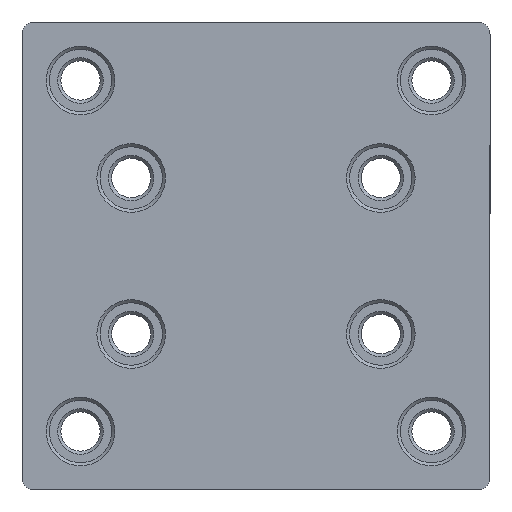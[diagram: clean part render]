
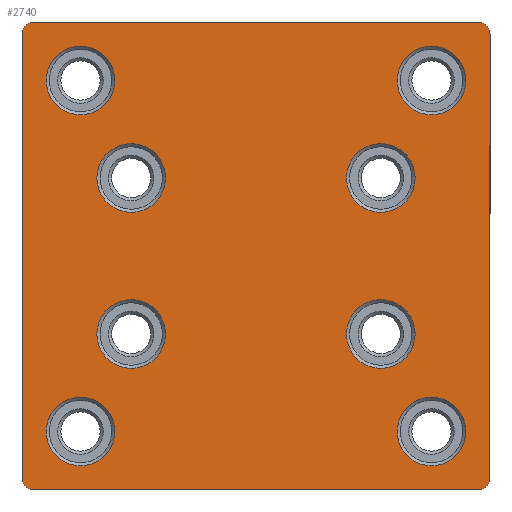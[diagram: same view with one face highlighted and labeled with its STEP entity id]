
A CAD part, front view. The second image highlights one B-rep face of the part: STEP entity #2740.
In plain terms, the highlighted planar face has unit normal (0, -1, 0).
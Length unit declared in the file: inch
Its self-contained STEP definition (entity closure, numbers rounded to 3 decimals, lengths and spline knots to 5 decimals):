
#11 = CIRCLE ( 'NONE', #3302, 0.11 ) ;
#14 = ORIENTED_EDGE ( 'NONE', *, *, #2764, .T. ) ;
#27 = FACE_OUTER_BOUND ( 'NONE', #1796, .T. ) ;
#66 = EDGE_LOOP ( 'NONE', ( #96 ) ) ;
#80 = EDGE_CURVE ( 'NONE', #1343, #1343, #2229, .T. ) ;
#93 = CIRCLE ( 'NONE', #913, 0.11 ) ;
#96 = ORIENTED_EDGE ( 'NONE', *, *, #1961, .T. ) ;
#115 = CARTESIAN_POINT ( 'NONE',  ( 0.04, -0.3125, 0.04 ) ) ;
#133 = AXIS2_PLACEMENT_3D ( 'NONE', #2221, #897, #1479 ) ;
#161 = DIRECTION ( 'NONE',  ( 0., 1., 0. ) ) ;
#163 = DIRECTION ( 'NONE',  ( 0., 1., 0. ) ) ;
#193 = VERTEX_POINT ( 'NONE', #440 ) ;
#214 = LINE ( 'NONE', #3350, #1754 ) ;
#239 = AXIS2_PLACEMENT_3D ( 'NONE', #1810, #1022, #2852 ) ;
#251 = AXIS2_PLACEMENT_3D ( 'NONE', #1681, #2738, #2442 ) ;
#254 = DIRECTION ( 'NONE',  ( 0., 0., 1. ) ) ;
#274 = VERTEX_POINT ( 'NONE', #2564 ) ;
#283 = EDGE_CURVE ( 'NONE', #3004, #1550, #214, .T. ) ;
#296 = CARTESIAN_POINT ( 'NONE',  ( 1.46, -0.3125, 0. ) ) ;
#321 = VERTEX_POINT ( 'NONE', #3216 ) ;
#337 = EDGE_LOOP ( 'NONE', ( #14 ) ) ;
#354 = CIRCLE ( 'NONE', #632, 0.11 ) ;
#394 = AXIS2_PLACEMENT_3D ( 'NONE', #115, #846, #2723 ) ;
#440 = CARTESIAN_POINT ( 'NONE',  ( 1.15, -0.3125, 1.11 ) ) ;
#462 = CARTESIAN_POINT ( 'NONE',  ( 1.15, -0.3125, 0.61 ) ) ;
#481 = VERTEX_POINT ( 'NONE', #1499 ) ;
#519 = CARTESIAN_POINT ( 'NONE',  ( 0., -0.3125, 1.46 ) ) ;
#551 = FACE_BOUND ( 'NONE', #1966, .T. ) ;
#553 = DIRECTION ( 'NONE',  ( 0., 1., 0. ) ) ;
#622 = ORIENTED_EDGE ( 'NONE', *, *, #641, .T. ) ;
#632 = AXIS2_PLACEMENT_3D ( 'NONE', #2350, #3360, #254 ) ;
#641 = EDGE_CURVE ( 'NONE', #2256, #1550, #1162, .T. ) ;
#673 = VERTEX_POINT ( 'NONE', #296 ) ;
#690 = EDGE_CURVE ( 'NONE', #673, #1521, #3052, .T. ) ;
#696 = DIRECTION ( 'NONE',  ( 0., 0., 1. ) ) ;
#711 = DIRECTION ( 'NONE',  ( 0., 0., -1. ) ) ;
#783 = CARTESIAN_POINT ( 'NONE',  ( 1.15, -0.3125, 0.5 ) ) ;
#803 = FACE_BOUND ( 'NONE', #2351, .T. ) ;
#846 = DIRECTION ( 'NONE',  ( 0., -1., 0. ) ) ;
#897 = DIRECTION ( 'NONE',  ( 0., 1., 0. ) ) ;
#913 = AXIS2_PLACEMENT_3D ( 'NONE', #1125, #553, #2999 ) ;
#926 = VERTEX_POINT ( 'NONE', #1256 ) ;
#952 = CARTESIAN_POINT ( 'NONE',  ( 1.46, -0.3125, 0.04 ) ) ;
#1016 = CARTESIAN_POINT ( 'NONE',  ( 1.3125, -0.3125, 0.2975 ) ) ;
#1022 = DIRECTION ( 'NONE',  ( 0., 1., 0. ) ) ;
#1117 = DIRECTION ( 'NONE',  ( 1., 0., 0. ) ) ;
#1125 = CARTESIAN_POINT ( 'NONE',  ( 0.35, -0.3125, 0.5 ) ) ;
#1126 = CIRCLE ( 'NONE', #1851, 0.11 ) ;
#1162 = CIRCLE ( 'NONE', #3095, 0.04 ) ;
#1163 = AXIS2_PLACEMENT_3D ( 'NONE', #783, #2414, #1302 ) ;
#1196 = DIRECTION ( 'NONE',  ( -1., 0., 0. ) ) ;
#1239 = VERTEX_POINT ( 'NONE', #462 ) ;
#1256 = CARTESIAN_POINT ( 'NONE',  ( 0.35, -0.3125, 1.11 ) ) ;
#1302 = DIRECTION ( 'NONE',  ( 0., 0., 1. ) ) ;
#1343 = VERTEX_POINT ( 'NONE', #1016 ) ;
#1352 = DIRECTION ( 'NONE',  ( 0., 1., 0. ) ) ;
#1353 = EDGE_LOOP ( 'NONE', ( #2755 ) ) ;
#1409 = CIRCLE ( 'NONE', #251, 0.11 ) ;
#1410 = CARTESIAN_POINT ( 'NONE',  ( 0., -0.3125, 0. ) ) ;
#1422 = LINE ( 'NONE', #1410, #2721 ) ;
#1479 = DIRECTION ( 'NONE',  ( 0., 0., 1. ) ) ;
#1499 = CARTESIAN_POINT ( 'NONE',  ( 1.3125, -0.3125, 1.4225 ) ) ;
#1500 = VERTEX_POINT ( 'NONE', #3128 ) ;
#1516 = EDGE_CURVE ( 'NONE', #321, #321, #354, .T. ) ;
#1521 = VERTEX_POINT ( 'NONE', #3379 ) ;
#1523 = CARTESIAN_POINT ( 'NONE',  ( 0.04, -0.3125, 1.5 ) ) ;
#1550 = VERTEX_POINT ( 'NONE', #519 ) ;
#1591 = CARTESIAN_POINT ( 'NONE',  ( 0., -0.3125, 1.5 ) ) ;
#1608 = PLANE ( 'NONE',  #2387 ) ;
#1609 = VERTEX_POINT ( 'NONE', #3114 ) ;
#1681 = CARTESIAN_POINT ( 'NONE',  ( 1.3125, -0.3125, 1.3125 ) ) ;
#1704 = EDGE_CURVE ( 'NONE', #2256, #274, #3157, .T. ) ;
#1754 = VECTOR ( 'NONE', #2770, 39.37008 ) ;
#1766 = EDGE_CURVE ( 'NONE', #481, #481, #1409, .T. ) ;
#1778 = VERTEX_POINT ( 'NONE', #3331 ) ;
#1796 = EDGE_LOOP ( 'NONE', ( #2856, #3164, #2788, #3166, #3073, #2295, #2820, #622 ) ) ;
#1810 = CARTESIAN_POINT ( 'NONE',  ( 1.3125, -0.3125, 0.1875 ) ) ;
#1822 = DIRECTION ( 'NONE',  ( 0., 0., 1. ) ) ;
#1823 = DIRECTION ( 'NONE',  ( 0., -1., 0. ) ) ;
#1851 = AXIS2_PLACEMENT_3D ( 'NONE', #2535, #163, #2271 ) ;
#1876 = ORIENTED_EDGE ( 'NONE', *, *, #1766, .T. ) ;
#1907 = EDGE_LOOP ( 'NONE', ( #1876 ) ) ;
#1961 = EDGE_CURVE ( 'NONE', #3274, #3274, #1126, .T. ) ;
#1966 = EDGE_LOOP ( 'NONE', ( #2976 ) ) ;
#1978 = EDGE_CURVE ( 'NONE', #1500, #274, #2578, .T. ) ;
#2011 = EDGE_LOOP ( 'NONE', ( #2432 ) ) ;
#2023 = CARTESIAN_POINT ( 'NONE',  ( 0.1875, -0.3125, 1.4225 ) ) ;
#2079 = ORIENTED_EDGE ( 'NONE', *, *, #1516, .T. ) ;
#2090 = EDGE_CURVE ( 'NONE', #1778, #1778, #93, .T. ) ;
#2093 = CARTESIAN_POINT ( 'NONE',  ( 1.46, -0.3125, 1.46 ) ) ;
#2108 = LINE ( 'NONE', #3178, #2162 ) ;
#2132 = AXIS2_PLACEMENT_3D ( 'NONE', #2093, #1823, #3119 ) ;
#2162 = VECTOR ( 'NONE', #711, 39.37008 ) ;
#2186 = ORIENTED_EDGE ( 'NONE', *, *, #2090, .T. ) ;
#2209 = DIRECTION ( 'NONE',  ( 0., -1., 0. ) ) ;
#2221 = CARTESIAN_POINT ( 'NONE',  ( 0.35, -0.3125, 1. ) ) ;
#2229 = CIRCLE ( 'NONE', #239, 0.11 ) ;
#2256 = VERTEX_POINT ( 'NONE', #1523 ) ;
#2271 = DIRECTION ( 'NONE',  ( 0., 0., 1. ) ) ;
#2283 = EDGE_CURVE ( 'NONE', #1500, #1521, #2108, .T. ) ;
#2295 = ORIENTED_EDGE ( 'NONE', *, *, #1978, .T. ) ;
#2325 = CARTESIAN_POINT ( 'NONE',  ( 0., -0.3125, 0.04 ) ) ;
#2350 = CARTESIAN_POINT ( 'NONE',  ( 0.1875, -0.3125, 0.1875 ) ) ;
#2351 = EDGE_LOOP ( 'NONE', ( #2079 ) ) ;
#2387 = AXIS2_PLACEMENT_3D ( 'NONE', #2670, #1352, #1822 ) ;
#2392 = CIRCLE ( 'NONE', #394, 0.04 ) ;
#2396 = AXIS2_PLACEMENT_3D ( 'NONE', #952, #2739, #2812 ) ;
#2414 = DIRECTION ( 'NONE',  ( 0., 1., 0. ) ) ;
#2432 = ORIENTED_EDGE ( 'NONE', *, *, #3261, .T. ) ;
#2442 = DIRECTION ( 'NONE',  ( 0., 0., 1. ) ) ;
#2535 = CARTESIAN_POINT ( 'NONE',  ( 0.1875, -0.3125, 1.3125 ) ) ;
#2564 = CARTESIAN_POINT ( 'NONE',  ( 1.46, -0.3125, 1.5 ) ) ;
#2578 = CIRCLE ( 'NONE', #2132, 0.04 ) ;
#2628 = FACE_BOUND ( 'NONE', #1353, .T. ) ;
#2652 = FACE_BOUND ( 'NONE', #2808, .T. ) ;
#2659 = CIRCLE ( 'NONE', #1163, 0.11 ) ;
#2670 = CARTESIAN_POINT ( 'NONE',  ( 0., -0.3125, 0. ) ) ;
#2676 = VECTOR ( 'NONE', #1117, 39.37008 ) ;
#2679 = EDGE_CURVE ( 'NONE', #193, #193, #11, .T. ) ;
#2720 = CARTESIAN_POINT ( 'NONE',  ( 0.04, -0.3125, 1.46 ) ) ;
#2721 = VECTOR ( 'NONE', #1196, 39.37008 ) ;
#2723 = DIRECTION ( 'NONE',  ( 0., 0., 1. ) ) ;
#2738 = DIRECTION ( 'NONE',  ( 0., 1., 0. ) ) ;
#2739 = DIRECTION ( 'NONE',  ( 0., -1., 0. ) ) ;
#2740 = ADVANCED_FACE ( 'NONE', ( #3209, #2950, #2932, #2628, #3141, #803, #2652, #551, #27 ), #1608, .F. ) ;
#2755 = ORIENTED_EDGE ( 'NONE', *, *, #2679, .T. ) ;
#2764 = EDGE_CURVE ( 'NONE', #1239, #1239, #2659, .T. ) ;
#2770 = DIRECTION ( 'NONE',  ( 0., 0., 1. ) ) ;
#2788 = ORIENTED_EDGE ( 'NONE', *, *, #2911, .F. ) ;
#2808 = EDGE_LOOP ( 'NONE', ( #2186 ) ) ;
#2812 = DIRECTION ( 'NONE',  ( 0., 0., 1. ) ) ;
#2820 = ORIENTED_EDGE ( 'NONE', *, *, #1704, .F. ) ;
#2826 = EDGE_CURVE ( 'NONE', #3004, #1609, #2392, .T. ) ;
#2852 = DIRECTION ( 'NONE',  ( 0., 0., 1. ) ) ;
#2856 = ORIENTED_EDGE ( 'NONE', *, *, #283, .F. ) ;
#2911 = EDGE_CURVE ( 'NONE', #673, #1609, #1422, .T. ) ;
#2932 = FACE_BOUND ( 'NONE', #2011, .T. ) ;
#2949 = DIRECTION ( 'NONE',  ( 0., 0., 1. ) ) ;
#2950 = FACE_BOUND ( 'NONE', #66, .T. ) ;
#2976 = ORIENTED_EDGE ( 'NONE', *, *, #80, .T. ) ;
#2999 = DIRECTION ( 'NONE',  ( 0., 0., 1. ) ) ;
#3004 = VERTEX_POINT ( 'NONE', #2325 ) ;
#3022 = CARTESIAN_POINT ( 'NONE',  ( 1.15, -0.3125, 1. ) ) ;
#3052 = CIRCLE ( 'NONE', #2396, 0.04 ) ;
#3073 = ORIENTED_EDGE ( 'NONE', *, *, #2283, .F. ) ;
#3095 = AXIS2_PLACEMENT_3D ( 'NONE', #2720, #2209, #2949 ) ;
#3114 = CARTESIAN_POINT ( 'NONE',  ( 0.04, -0.3125, 0. ) ) ;
#3119 = DIRECTION ( 'NONE',  ( 0., 0., 1. ) ) ;
#3128 = CARTESIAN_POINT ( 'NONE',  ( 1.5, -0.3125, 1.46 ) ) ;
#3141 = FACE_BOUND ( 'NONE', #337, .T. ) ;
#3157 = LINE ( 'NONE', #1591, #2676 ) ;
#3164 = ORIENTED_EDGE ( 'NONE', *, *, #2826, .T. ) ;
#3166 = ORIENTED_EDGE ( 'NONE', *, *, #690, .T. ) ;
#3178 = CARTESIAN_POINT ( 'NONE',  ( 1.5, -0.3125, 0. ) ) ;
#3201 = CIRCLE ( 'NONE', #133, 0.11 ) ;
#3209 = FACE_BOUND ( 'NONE', #1907, .T. ) ;
#3216 = CARTESIAN_POINT ( 'NONE',  ( 0.1875, -0.3125, 0.2975 ) ) ;
#3261 = EDGE_CURVE ( 'NONE', #926, #926, #3201, .T. ) ;
#3274 = VERTEX_POINT ( 'NONE', #2023 ) ;
#3302 = AXIS2_PLACEMENT_3D ( 'NONE', #3022, #161, #696 ) ;
#3331 = CARTESIAN_POINT ( 'NONE',  ( 0.35, -0.3125, 0.61 ) ) ;
#3350 = CARTESIAN_POINT ( 'NONE',  ( 0., -0.3125, 0. ) ) ;
#3360 = DIRECTION ( 'NONE',  ( 0., 1., 0. ) ) ;
#3379 = CARTESIAN_POINT ( 'NONE',  ( 1.5, -0.3125, 0.04 ) ) ;
